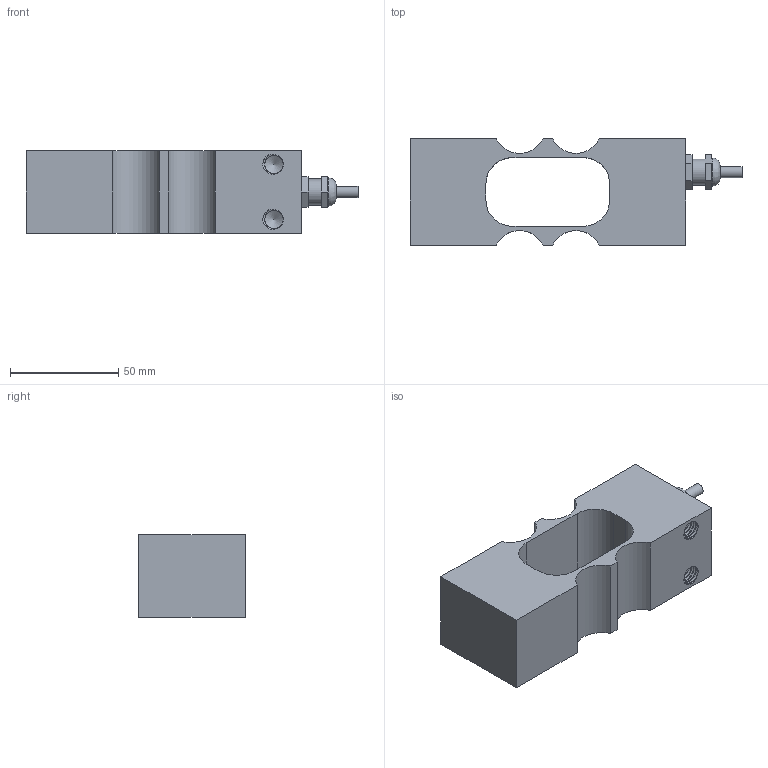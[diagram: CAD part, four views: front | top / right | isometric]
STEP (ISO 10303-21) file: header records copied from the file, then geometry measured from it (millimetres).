
FILE_DESCRIPTION(/* description */ (''),/* implementation_level */ '2;1');
FILE_NAME(/* name */ '108QS-200lb v2.step',/* time_stamp */ '2020-01-28T11:32:39-08:00',/* author */ (''),/* organization */ (''),/* preprocessor_version */ 'ST-DEVELOPER v18',/* originating_system */ 'Autodesk Translation Framework v8.12.0.6',/* authorisation */ '');
FILE_SCHEMA (('AUTOMOTIVE_DESIGN { 1 0 10303 214 3 1 1 }'));
Length unit declared in the file: inch
Products named in the file (2): 108QS-200lb; Connector
Assembly tree (1 placements, depth 2):
  108QS-200lb
    Connector
Bounding box: 153.03 x 49.28 x 38.1 mm (x, y, z)
Volume: 155620.3 mm3; surface area: 34096.2 mm2
Topology: 2 solids, 2 shells, 184 faces, 497 edges, 322 vertices
Faces by surface type: cylinder 133, plane 37, bspline 9, cone 5
Full cylindrical faces by diameter (mm): 5.1 x1, 8.526 x48, 10 x1, 10.198 x56, 12 x2, 13 x1
Entity records: 17168 total; most frequent: CARTESIAN_POINT 12963, ORIENTED_EDGE 984, DIRECTION 666, EDGE_CURVE 492, VERTEX_POINT 322, B_SPLINE_CURVE_WITH_KNOTS 236, AXIS2_PLACEMENT_3D 232, LINE 202
